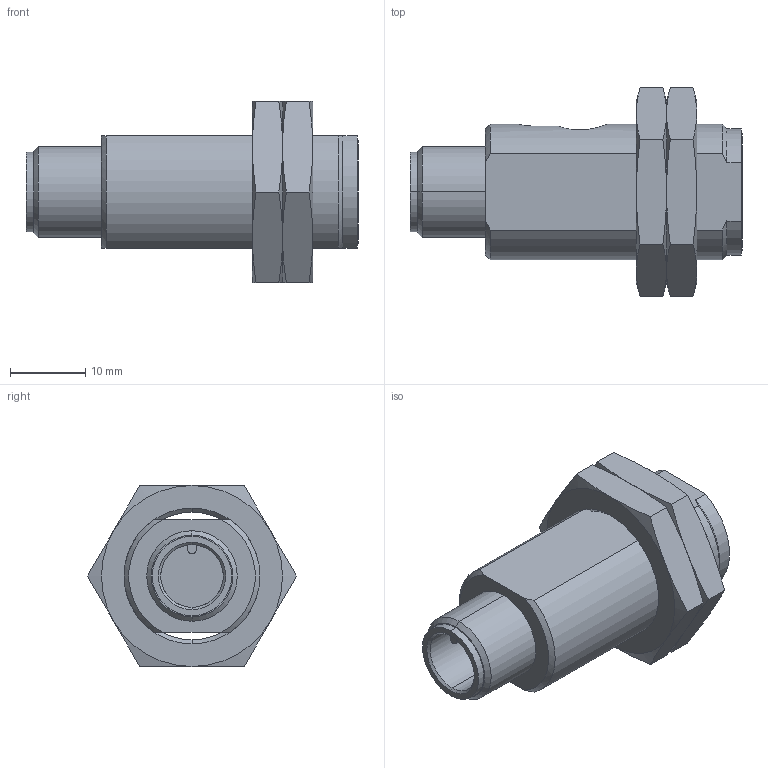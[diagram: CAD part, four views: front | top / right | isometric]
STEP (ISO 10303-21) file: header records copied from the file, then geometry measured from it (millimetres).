
FILE_DESCRIPTION (( 'STEP AP214' ), '1' );
FILE_NAME ('FBR-LN-0E.step', '2018-04-17T19:19:42', ( '' ), ( '' ), 'SwSTEP 2.0', 'SolidWorks 2017', '' );
FILE_SCHEMA (( 'AUTOMOTIVE_DESIGN' ));
Length unit declared in the file: inch
Products named in the file (1): FBR-LN-0E
Bounding box: 44 x 27.71 x 24 mm (x, y, z)
Volume: 10514.1 mm3; surface area: 5053.5 mm2
Topology: 3 solids, 3 shells, 104 faces, 239 edges, 147 vertices
Faces by surface type: cone 40, plane 35, cylinder 27, bspline 2
Entity records: 4585 total; most frequent: CARTESIAN_POINT 870, ORIENTED_EDGE 478, DIRECTION 476, EDGE_CURVE 239, AXIS2_PLACEMENT_3D 197, VERTEX_POINT 147, EDGE_LOOP 114, UNCERTAINTY_MEASURE_WITH_UNIT 109
